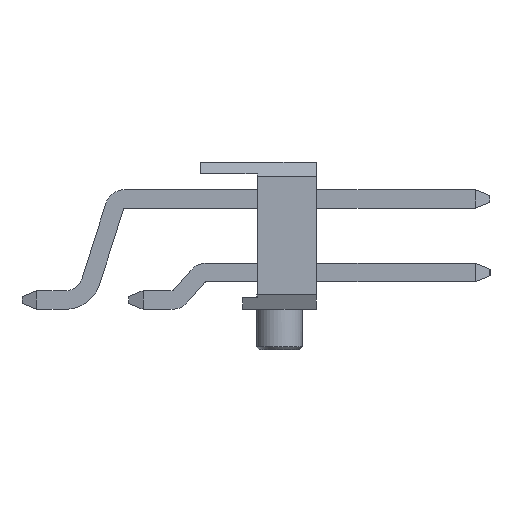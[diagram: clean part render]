
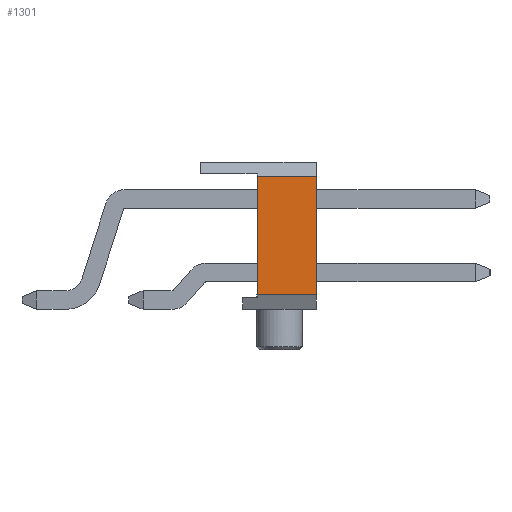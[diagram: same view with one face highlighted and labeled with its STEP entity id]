
A CAD part, left-side view. The second image highlights one B-rep face of the part: STEP entity #1301.
In plain terms, the highlighted planar face has unit normal (-1, 0, 0).
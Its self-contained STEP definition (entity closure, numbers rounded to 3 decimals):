
#1301 = ADVANCED_FACE( '', ( #2651 ), #2652, .T. );
#2651 = FACE_OUTER_BOUND( '', #4133, .T. );
#2652 = PLANE( '', #4134 );
#4133 = EDGE_LOOP( '', ( #7186, #7187, #7188, #7189 ) );
#4134 = AXIS2_PLACEMENT_3D( '', #7190, #7191, #7192 );
#7186 = ORIENTED_EDGE( '', *, *, #9118, .F. );
#7187 = ORIENTED_EDGE( '', *, *, #10093, .T. );
#7188 = ORIENTED_EDGE( '', *, *, #10233, .F. );
#7189 = ORIENTED_EDGE( '', *, *, #10234, .T. );
#7190 = CARTESIAN_POINT( '', ( -15.24, 0., 0. ) );
#7191 = DIRECTION( '', ( -1., 0., 0. ) );
#7192 = DIRECTION( '', ( 0., 0., 1. ) );
#9118 = EDGE_CURVE( '', #10856, #10858, #10859, .T. );
#10093 = EDGE_CURVE( '', #10856, #12360, #12362, .T. );
#10233 = EDGE_CURVE( '', #12546, #12360, #12547, .T. );
#10234 = EDGE_CURVE( '', #12546, #10858, #12548, .T. );
#10856 = VERTEX_POINT( '', #13313 );
#10858 = VERTEX_POINT( '', #13316 );
#10859 = LINE( '', #13317, #13318 );
#12360 = VERTEX_POINT( '', #15547 );
#12362 = LINE( '', #15550, #15551 );
#12546 = VERTEX_POINT( '', #15838 );
#12547 = LINE( '', #15839, #15840 );
#12548 = LINE( '', #15841, #15842 );
#13313 = CARTESIAN_POINT( '', ( -15.24, 0.77, 2.04 ) );
#13316 = CARTESIAN_POINT( '', ( -15.24, -1.27, 2.04 ) );
#13317 = CARTESIAN_POINT( '', ( -15.24, 0., 2.04 ) );
#13318 = VECTOR( '', #16619, 1000. );
#15547 = CARTESIAN_POINT( '', ( -15.24, 0.77, -2.04 ) );
#15550 = CARTESIAN_POINT( '', ( -15.24, 0.77, -2.14 ) );
#15551 = VECTOR( '', #17436, 1000. );
#15838 = CARTESIAN_POINT( '', ( -15.24, -1.27, -2.04 ) );
#15839 = CARTESIAN_POINT( '', ( -15.24, 0., -2.04 ) );
#15840 = VECTOR( '', #17543, 1000. );
#15841 = CARTESIAN_POINT( '', ( -15.24, -1.27, -2.54 ) );
#15842 = VECTOR( '', #17544, 1000. );
#16619 = DIRECTION( '', ( 0., -1., 0. ) );
#17436 = DIRECTION( '', ( 0., 0., -1. ) );
#17543 = DIRECTION( '', ( 0., 1., 0. ) );
#17544 = DIRECTION( '', ( 0., 0., 1. ) );
